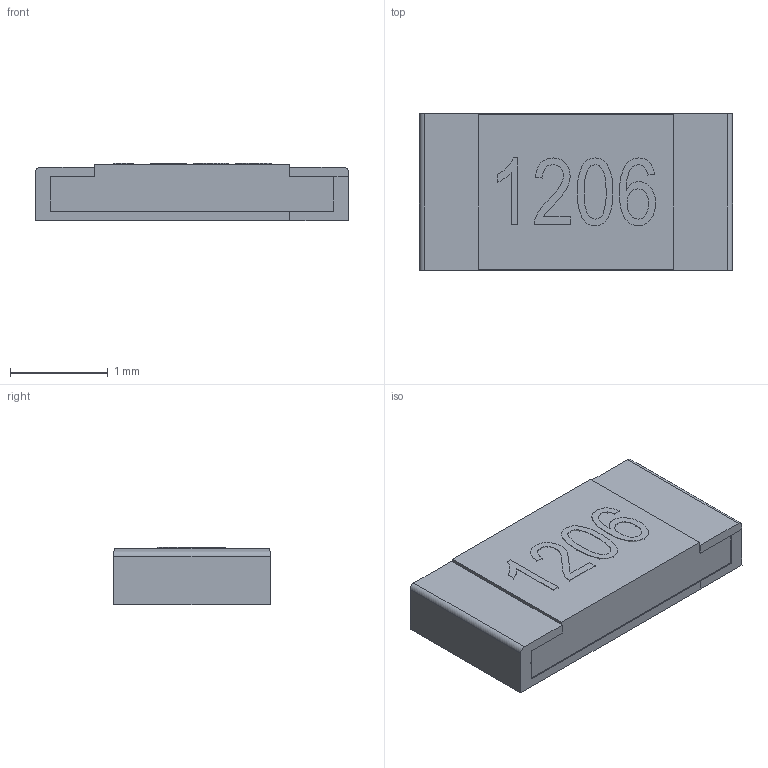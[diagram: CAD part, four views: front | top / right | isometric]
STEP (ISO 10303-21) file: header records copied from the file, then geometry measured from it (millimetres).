
FILE_DESCRIPTION(/* description */ (''),/* implementation_level */ '2;1');
FILE_NAME(/* name */ 'resistor_smd_1206 v13.step',/* time_stamp */ '2022-02-15T23:53:51+03:00',/* author */ (''),/* organization */ (''),/* preprocessor_version */ 'ST-DEVELOPER v19.2',/* originating_system */ 'Autodesk Translation Framework v12.6.0.85',/* authorisation */ '');
FILE_SCHEMA (('AUTOMOTIVE_DESIGN { 1 0 10303 214 3 1 1 }'));
Length unit declared in the file: millimetre
Products named in the file (2): resistencia_smd_1206; resistor
Assembly tree (1 placements, depth 2):
  resistencia_smd_1206
    resistor
Bounding box: 3.2 x 1.6 x 0.59 mm (x, y, z)
Volume: 3 mm3; surface area: 34.6 mm2
Topology: 6 solids, 6 shells, 107 faces, 284 edges, 189 vertices
Faces by surface type: bspline 61, plane 44, cylinder 2
Entity records: 3941 total; most frequent: CARTESIAN_POINT 1620, ORIENTED_EDGE 568, EDGE_CURVE 284, DIRECTION 264, VERTEX_POINT 189, LINE 158, VECTOR 158, B_SPLINE_CURVE_WITH_KNOTS 122
